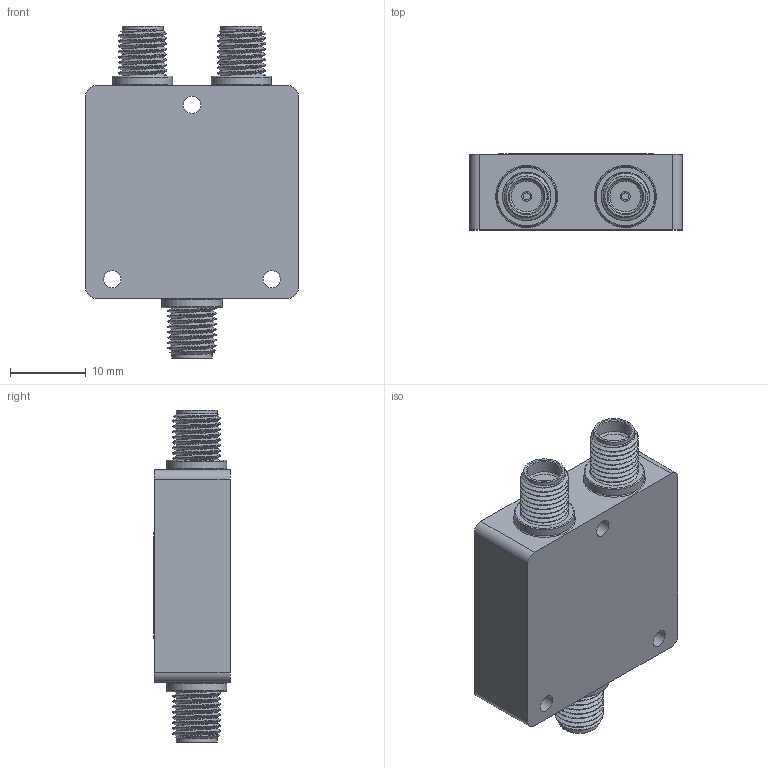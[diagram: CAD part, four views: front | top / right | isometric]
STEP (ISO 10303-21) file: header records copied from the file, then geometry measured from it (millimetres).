
FILE_DESCRIPTION (( 'STEP AP203' ), '1' );
FILE_NAME ('PE20DV013_3D.step', '2022-07-05T15:22:36', ( '' ), ( '' ), 'SwSTEP 2.0', 'SolidWorks 2021', '' );
FILE_SCHEMA (( 'CONFIG_CONTROL_DESIGN' ));
Length unit declared in the file: inch
Products named in the file (1): PE20DV013_3D
Bounding box: 28 x 10.05 x 43.75 mm (x, y, z)
Volume: 8305.7 mm3; surface area: 3859.7 mm2
Topology: 1 solids, 1 shells, 343 faces, 884 edges, 586 vertices
Faces by surface type: plane 177, bspline 119, cylinder 32, cone 9, torus 6
Full cylindrical faces by diameter (mm): 0.94 x3, 1.27 x3, 2.286 x3, 4.572 x3, 5.385 x3, 6.401 x3, 7.925 x3
Entity records: 20602 total; most frequent: CARTESIAN_POINT 13129, ORIENTED_EDGE 1680, DIRECTION 1116, EDGE_CURVE 840, VERTEX_POINT 578, VECTOR 514, LINE 514, EDGE_LOOP 428
